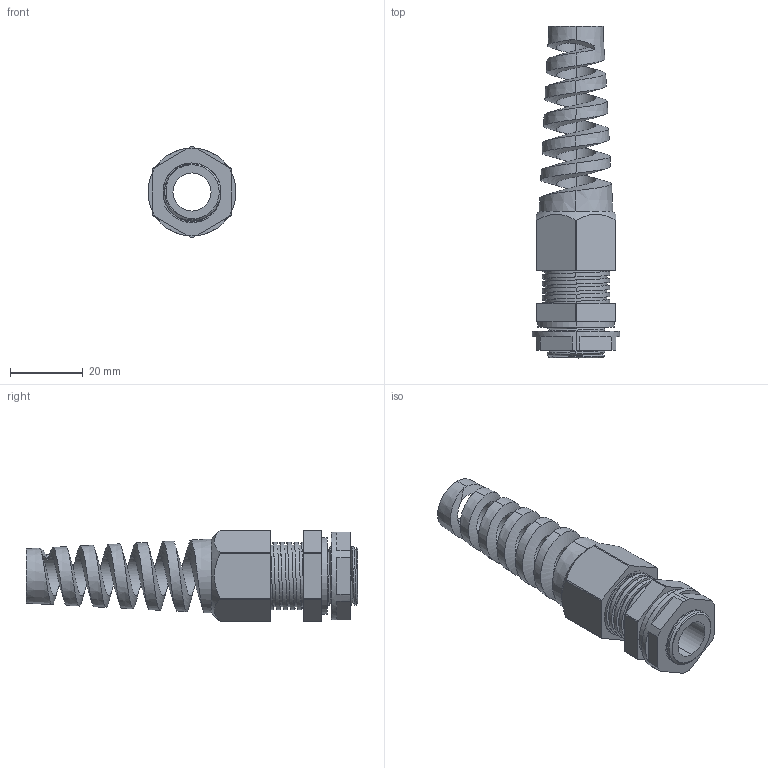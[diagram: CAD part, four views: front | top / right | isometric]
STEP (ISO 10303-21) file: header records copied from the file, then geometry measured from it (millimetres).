
FILE_DESCRIPTION (( 'STEP AP203' ), '1' );
FILE_NAME ('BMSPX-11-W.step', '2016-02-11T13:27:11', ( '' ), ( '' ), 'SwSTEP 2.0', 'SolidWorks 2015', '' );
FILE_SCHEMA (( 'CONFIG_CONTROL_DESIGN' ));
Length unit declared in the file: millimetre
Products named in the file (1): BMSPX-11-W
Bounding box: 24.24 x 91.5 x 25.2 mm (x, y, z)
Volume: 14108.6 mm3; surface area: 15385.7 mm2
Topology: 5 solids, 5 shells, 231 faces, 654 edges, 434 vertices
Faces by surface type: plane 103, cylinder 93, cone 19, bspline 14, torus 2
Entity records: 14133 total; most frequent: CARTESIAN_POINT 8465, ORIENTED_EDGE 1308, DIRECTION 1057, EDGE_CURVE 654, VERTEX_POINT 434, AXIS2_PLACEMENT_3D 383, LINE 291, VECTOR 291
